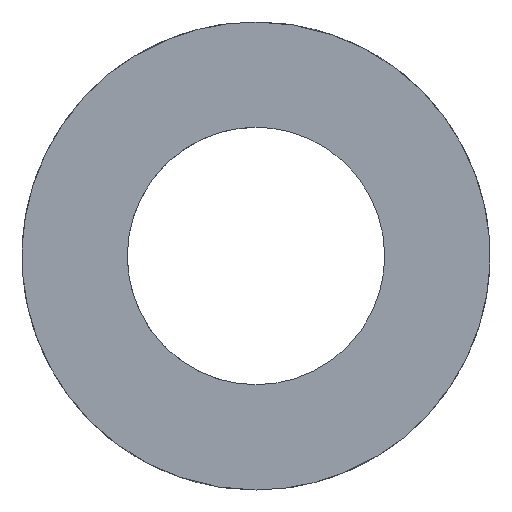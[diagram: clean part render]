
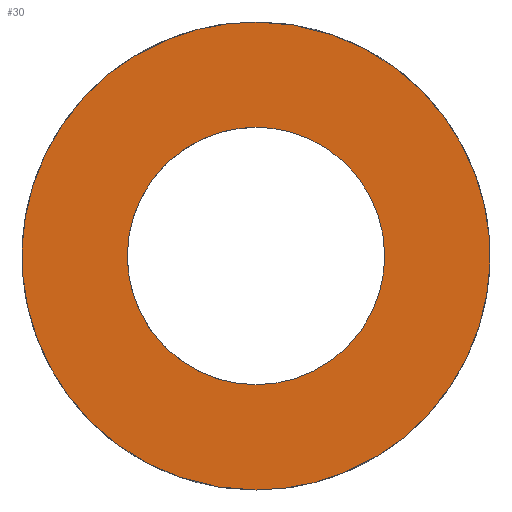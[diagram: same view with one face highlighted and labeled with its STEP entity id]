
A CAD part, front view. The second image highlights one B-rep face of the part: STEP entity #30.
In plain terms, the highlighted planar face has unit normal (0, -1, 0).
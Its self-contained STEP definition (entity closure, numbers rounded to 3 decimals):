
#25=FACE_BOUND('',#44,.T.);
#30=ADVANCED_FACE('',(#36,#25),#103,.T.);
#36=FACE_OUTER_BOUND('',#43,.T.);
#43=EDGE_LOOP('',(#62,#63));
#44=EDGE_LOOP('',(#64,#65));
#62=ORIENTED_EDGE('',*,*,#79,.F.);
#63=ORIENTED_EDGE('',*,*,#76,.F.);
#64=ORIENTED_EDGE('',*,*,#70,.T.);
#65=ORIENTED_EDGE('',*,*,#80,.F.);
#70=EDGE_CURVE('',#94,#95,#86,.T.);
#76=EDGE_CURVE('',#100,#101,#89,.T.);
#79=EDGE_CURVE('',#101,#100,#91,.T.);
#80=EDGE_CURVE('',#94,#95,#92,.T.);
#86=(
BOUNDED_CURVE()
B_SPLINE_CURVE(2,(#188,#189,#190,#191,#192),.UNSPECIFIED.,.F.,.F.)
B_SPLINE_CURVE_WITH_KNOTS((3,2,3),(-0.34,-0.17,
0.),.UNSPECIFIED.)
CURVE()
GEOMETRIC_REPRESENTATION_ITEM()
RATIONAL_B_SPLINE_CURVE((1.,0.707,1.,0.707,1.))
REPRESENTATION_ITEM('')
);
#89=(
BOUNDED_CURVE()
B_SPLINE_CURVE(2,(#209,#210,#211,#212,#213),.UNSPECIFIED.,.F.,.F.)
B_SPLINE_CURVE_WITH_KNOTS((3,2,3),(0.,0.309,0.618),
 .UNSPECIFIED.)
CURVE()
GEOMETRIC_REPRESENTATION_ITEM()
RATIONAL_B_SPLINE_CURVE((1.,0.707,1.,0.707,1.))
REPRESENTATION_ITEM('')
);
#91=(
BOUNDED_CURVE()
B_SPLINE_CURVE(2,(#221,#222,#223,#224,#225),.UNSPECIFIED.,.F.,.F.)
B_SPLINE_CURVE_WITH_KNOTS((3,2,3),(0.,0.309,0.618),
 .UNSPECIFIED.)
CURVE()
GEOMETRIC_REPRESENTATION_ITEM()
RATIONAL_B_SPLINE_CURVE((1.,0.707,1.,0.707,1.))
REPRESENTATION_ITEM('')
);
#92=(
BOUNDED_CURVE()
B_SPLINE_CURVE(2,(#226,#227,#228,#229,#230),.UNSPECIFIED.,.F.,.F.)
B_SPLINE_CURVE_WITH_KNOTS((3,2,3),(0.,0.17,0.34),
 .UNSPECIFIED.)
CURVE()
GEOMETRIC_REPRESENTATION_ITEM()
RATIONAL_B_SPLINE_CURVE((1.,0.707,1.,0.707,1.))
REPRESENTATION_ITEM('')
);
#94=VERTEX_POINT('',#180);
#95=VERTEX_POINT('',#181);
#100=VERTEX_POINT('',#186);
#101=VERTEX_POINT('',#187);
#103=PLANE('',#129);
#129=AXIS2_PLACEMENT_3D('',#169,#134,$);
#134=DIRECTION('',(0.,-1.,0.));
#169=CARTESIAN_POINT('',(-7.65,0.,-7.65));
#180=CARTESIAN_POINT('',(0.,0.,-4.125));
#181=CARTESIAN_POINT('',(0.,0.,4.125));
#186=CARTESIAN_POINT('',(0.,0.,7.5));
#187=CARTESIAN_POINT('',(0.,0.,-7.5));
#188=CARTESIAN_POINT('',(0.,0.,-4.125));
#189=CARTESIAN_POINT('',(-4.125,0.,-4.125));
#190=CARTESIAN_POINT('',(-4.125,0.,0.));
#191=CARTESIAN_POINT('',(-4.125,0.,4.125));
#192=CARTESIAN_POINT('',(0.,0.,4.125));
#209=CARTESIAN_POINT('',(0.,0.,7.5));
#210=CARTESIAN_POINT('',(7.5,0.,7.5));
#211=CARTESIAN_POINT('',(7.5,0.,0.));
#212=CARTESIAN_POINT('',(7.5,0.,-7.5));
#213=CARTESIAN_POINT('',(0.,0.,-7.5));
#221=CARTESIAN_POINT('',(0.,0.,-7.5));
#222=CARTESIAN_POINT('',(-7.5,0.,-7.5));
#223=CARTESIAN_POINT('',(-7.5,0.,0.));
#224=CARTESIAN_POINT('',(-7.5,0.,7.5));
#225=CARTESIAN_POINT('',(0.,0.,7.5));
#226=CARTESIAN_POINT('',(0.,0.,-4.125));
#227=CARTESIAN_POINT('',(4.125,0.,-4.125));
#228=CARTESIAN_POINT('',(4.125,0.,0.));
#229=CARTESIAN_POINT('',(4.125,0.,4.125));
#230=CARTESIAN_POINT('',(0.,0.,4.125));
